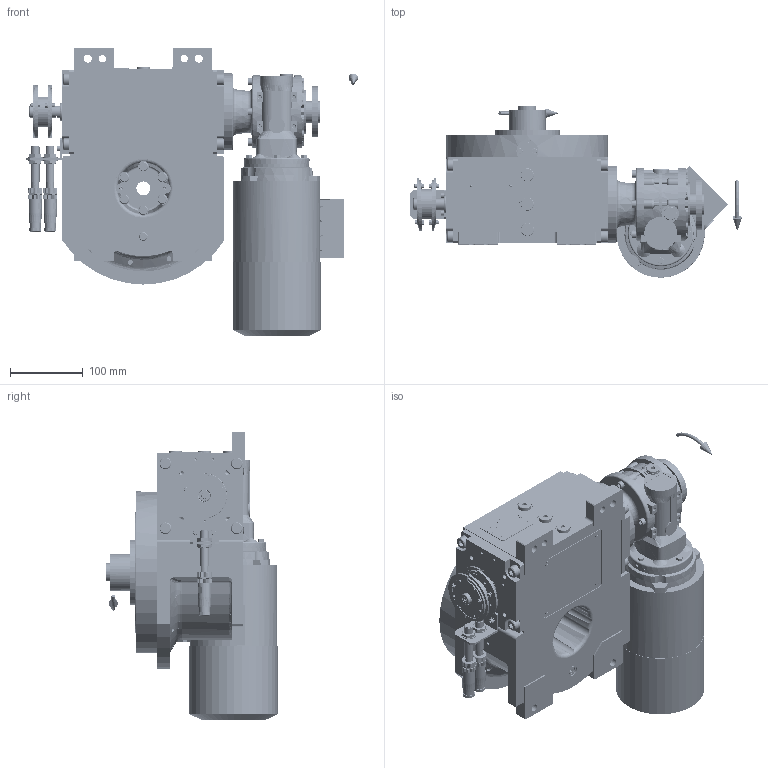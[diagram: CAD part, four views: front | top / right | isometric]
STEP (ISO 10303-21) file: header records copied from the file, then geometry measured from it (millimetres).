
FILE_DESCRIPTION (( 'STEP AP203' ), '1' );
FILE_NAME ('PC5200464.step', '2024-07-03T13:22:46', ( '' ), ( '' ), 'SwSTEP 2.0', 'SolidWorks 2020', '' );
FILE_SCHEMA (( 'CONFIG_CONTROL_DESIGN' ));
Length unit declared in the file: millimetre
Products named in the file (94): AS_rig06_014; cfn2128_04_004; AS_rig06_002_bl_022; cfn2003_01_054; cfn2000_01_126; cfn2000_01_124; cfn2401_02_005; rig06_003_8; cfn2158_01_010; cfn2000_01_103; CFN2010_01_012.stp; olio_agip_blasia_150; rig06_001_a; 900_38_30_003; cfn2104_01_004; rig06_014; rig06_007_master; AS_900_00_00_005; cfn2151_01_290; cfn2276_01_074; CFN2010_02_002.stp; CFN2104_02_017.stp; rig06_004; CFN2223_01-570X6-B.stp; AS_rig06_004_s_001; AS_rig06_016; cfn2151_01_109; cfn2070_05_005; cfn2155_01_056; cfn2107_01_001; cfn2128_19_002; CFN2203_02_001.stp; RIG06_005_ASM.stp; cfn2055_01_002; cfn2115_02_178; cfn2155_01_303; AS_rig06_004; freccia_angolare; CFN2356_03_047.stp; cfn2115_02_165 ...
Assembly tree (90 placements, depth 5):
  cfn2158_01_010
  CFN2010_01_012.stp
  olio_agip_blasia_150
  rig06_007_master
  cfn2151_01_290
Bounding box: 455.5 x 234.99 x 395.99 mm (x, y, z)
Volume: 5871650 mm3; surface area: 1120497.7 mm2
Topology: 78 solids, 78 shells, 5953 faces, 15194 edges, 9655 vertices
Faces by surface type: plane 2713, cylinder 2073, cone 966, torus 172, bspline 23, sphere 6
Entity records: 167792 total; most frequent: CARTESIAN_POINT 42282, DIRECTION 24429, ORIENTED_EDGE 23988, EDGE_CURVE 11994, AXIS2_PLACEMENT_3D 9026, VERTEX_POINT 7709, VECTOR 6377, LINE 6377
